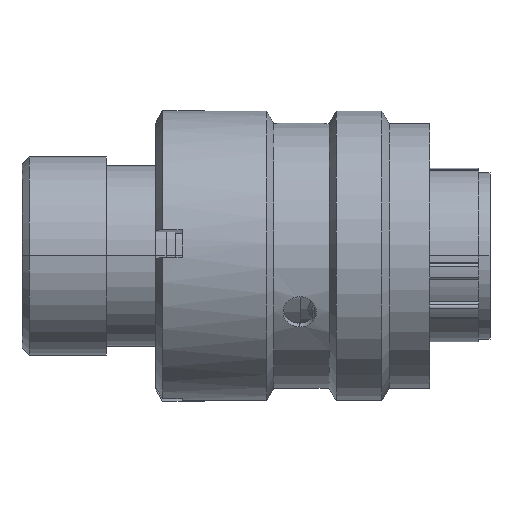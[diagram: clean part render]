
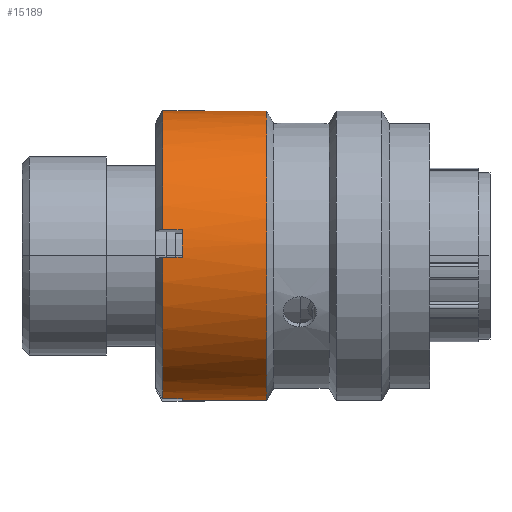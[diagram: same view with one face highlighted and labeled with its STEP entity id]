
A CAD part, top view. The second image highlights one B-rep face of the part: STEP entity #15189.
In plain terms, the highlighted cylindrical face has radius 10.35 mm (diameter 20.7 mm), a partial arc.
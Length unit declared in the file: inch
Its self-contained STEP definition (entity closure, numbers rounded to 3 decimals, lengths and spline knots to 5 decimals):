
#12645 = VERTEX_POINT ( 'NONE', #18627 ) ;
#12646 = VERTEX_POINT ( 'NONE', #18628 ) ;
#12654 = VERTEX_POINT ( 'NONE', #18636 ) ;
#12662 = VERTEX_POINT ( 'NONE', #18644 ) ;
#12681 = VERTEX_POINT ( 'NONE', #18663 ) ;
#12682 = VERTEX_POINT ( 'NONE', #18664 ) ;
#12699 = VERTEX_POINT ( 'NONE', #18681 ) ;
#12701 = VERTEX_POINT ( 'NONE', #18683 ) ;
#12702 = VERTEX_POINT ( 'NONE', #18684 ) ;
#12703 = VERTEX_POINT ( 'NONE', #18685 ) ;
#12705 = VERTEX_POINT ( 'NONE', #18687 ) ;
#12706 = VERTEX_POINT ( 'NONE', #18688 ) ;
#15189 = ADVANCED_FACE ( 'NONE', ( #25834 ), #25833, .T. ) ;
#16891 = EDGE_LOOP ( 'NONE', ( #20516, #20517, #20518, #20519, #20520, #20521, #20522, #20523, #20524, #20525, #20526, #20527 ) ) ;
#17219 = EDGE_CURVE ( 'NONE', #12699, #12703, #31802, .T. ) ;
#17221 = EDGE_CURVE ( 'NONE', #12662, #12646, #31804, .T. ) ;
#17222 = EDGE_CURVE ( 'NONE', #12662, #12703, #35595, .T. ) ;
#17223 = EDGE_CURVE ( 'NONE', #12654, #12699, #35594, .T. ) ;
#17224 = EDGE_CURVE ( 'NONE', #12682, #12654, #31810, .T. ) ;
#17225 = EDGE_CURVE ( 'NONE', #12682, #12702, #35605, .T. ) ;
#17226 = EDGE_CURVE ( 'NONE', #12702, #12681, #31814, .T. ) ;
#17227 = EDGE_CURVE ( 'NONE', #12645, #12681, #35603, .T. ) ;
#17228 = EDGE_CURVE ( 'NONE', #12701, #12645, #31812, .T. ) ;
#17229 = EDGE_CURVE ( 'NONE', #12701, #12705, #35617, .T. ) ;
#17230 = EDGE_CURVE ( 'NONE', #12705, #12706, #31820, .T. ) ;
#17231 = EDGE_CURVE ( 'NONE', #12646, #12706, #35615, .T. ) ;
#18627 = CARTESIAN_POINT ( 'NONE',  ( -0.14534, 0.02457, 0.40141 ) ) ;
#18628 = CARTESIAN_POINT ( 'NONE',  ( -0.14534, -0.44982, 0.07426 ) ) ;
#18636 = CARTESIAN_POINT ( 'NONE',  ( -0.14534, 0.35696, -0.03392 ) ) ;
#18644 = CARTESIAN_POINT ( 'NONE',  ( -0.14534, -0.45506, 0.03519 ) ) ;
#18663 = CARTESIAN_POINT ( 'NONE',  ( -0.20046, 0.02457, 0.40141 ) ) ;
#18664 = CARTESIAN_POINT ( 'NONE',  ( -0.14534, 0.3584, 0.00547 ) ) ;
#18681 = CARTESIAN_POINT ( 'NONE',  ( 0.09166, 0.35696, -0.03392 ) ) ;
#18683 = CARTESIAN_POINT ( 'NONE',  ( -0.14534, -0.05388, 0.40809 ) ) ;
#18684 = CARTESIAN_POINT ( 'NONE',  ( -0.20046, 0.3584, 0.00547 ) ) ;
#18685 = CARTESIAN_POINT ( 'NONE',  ( 0.09166, -0.45506, 0.03519 ) ) ;
#18687 = CARTESIAN_POINT ( 'NONE',  ( -0.20046, -0.05388, 0.40809 ) ) ;
#18688 = CARTESIAN_POINT ( 'NONE',  ( -0.20046, -0.44982, 0.07426 ) ) ;
#20516 = ORIENTED_EDGE ( 'NONE', *, *, #17221, .F. ) ;
#20517 = ORIENTED_EDGE ( 'NONE', *, *, #17222, .T. ) ;
#20518 = ORIENTED_EDGE ( 'NONE', *, *, #17219, .F. ) ;
#20519 = ORIENTED_EDGE ( 'NONE', *, *, #17223, .F. ) ;
#20520 = ORIENTED_EDGE ( 'NONE', *, *, #17224, .F. ) ;
#20521 = ORIENTED_EDGE ( 'NONE', *, *, #17225, .T. ) ;
#20522 = ORIENTED_EDGE ( 'NONE', *, *, #17226, .T. ) ;
#20523 = ORIENTED_EDGE ( 'NONE', *, *, #17227, .F. ) ;
#20524 = ORIENTED_EDGE ( 'NONE', *, *, #17228, .F. ) ;
#20525 = ORIENTED_EDGE ( 'NONE', *, *, #17229, .T. ) ;
#20526 = ORIENTED_EDGE ( 'NONE', *, *, #17230, .T. ) ;
#20527 = ORIENTED_EDGE ( 'NONE', *, *, #17231, .F. ) ;
#25083 = AXIS2_PLACEMENT_3D ( 'NONE', #25817, #25846, #25847 ) ;
#25817 = CARTESIAN_POINT ( 'NONE',  ( 0.54954, -0.04905, 0.00064 ) ) ;
#25833 = CYLINDRICAL_SURFACE ( 'NONE', #25083, 0.40748 ) ;
#25834 = FACE_OUTER_BOUND ( 'NONE', #16891, .T. ) ;
#25846 = DIRECTION ( 'NONE',  ( 1., 0., 0. ) ) ;
#25847 = DIRECTION ( 'NONE',  ( 0., 0.996, -0.085 ) ) ;
#31802 = CIRCLE ( 'NONE', #31806, 0.40748 ) ;
#31804 = CIRCLE ( 'NONE', #31809, 0.40748 ) ;
#31806 = AXIS2_PLACEMENT_3D ( 'NONE', #35589, #35590, #35591 ) ;
#31807 = VECTOR ( 'NONE', #35599, 39.37008 ) ;
#31808 = VECTOR ( 'NONE', #35602, 39.37008 ) ;
#31809 = AXIS2_PLACEMENT_3D ( 'NONE', #35596, #35597, #35598 ) ;
#31810 = CIRCLE ( 'NONE', #31813, 0.40748 ) ;
#31811 = VECTOR ( 'NONE', #35609, 39.37008 ) ;
#31812 = CIRCLE ( 'NONE', #31819, 0.40748 ) ;
#31813 = AXIS2_PLACEMENT_3D ( 'NONE', #35606, #35607, #35608 ) ;
#31814 = CIRCLE ( 'NONE', #31816, 0.40748 ) ;
#31815 = VECTOR ( 'NONE', #35614, 39.37008 ) ;
#31816 = AXIS2_PLACEMENT_3D ( 'NONE', #35610, #35611, #35612 ) ;
#31817 = VECTOR ( 'NONE', #35621, 39.37008 ) ;
#31819 = AXIS2_PLACEMENT_3D ( 'NONE', #35618, #35619, #35620 ) ;
#31820 = CIRCLE ( 'NONE', #31822, 0.40748 ) ;
#31821 = VECTOR ( 'NONE', #35627, 39.37008 ) ;
#31822 = AXIS2_PLACEMENT_3D ( 'NONE', #35623, #35624, #35625 ) ;
#35589 = CARTESIAN_POINT ( 'NONE',  ( 0.09166, -0.04905, 0.00064 ) ) ;
#35590 = DIRECTION ( 'NONE',  ( 1., 0., 0. ) ) ;
#35591 = DIRECTION ( 'NONE',  ( 0., 0.996, -0.085 ) ) ;
#35592 = CARTESIAN_POINT ( 'NONE',  ( 0.54954, -0.45506, 0.03519 ) ) ;
#35594 = LINE ( 'NONE', #35600, #31808 ) ;
#35595 = LINE ( 'NONE', #35592, #31807 ) ;
#35596 = CARTESIAN_POINT ( 'NONE',  ( -0.14534, -0.04905, 0.00064 ) ) ;
#35597 = DIRECTION ( 'NONE',  ( -1., 0., 0. ) ) ;
#35598 = DIRECTION ( 'NONE',  ( 0., 0.085, 0.996 ) ) ;
#35599 = DIRECTION ( 'NONE',  ( 1., 0., 0. ) ) ;
#35600 = CARTESIAN_POINT ( 'NONE',  ( 0.54954, 0.35696, -0.03392 ) ) ;
#35601 = CARTESIAN_POINT ( 'NONE',  ( -0.14534, 0.3584, 0.00547 ) ) ;
#35602 = DIRECTION ( 'NONE',  ( 1., 0., 0. ) ) ;
#35603 = LINE ( 'NONE', #35604, #31815 ) ;
#35604 = CARTESIAN_POINT ( 'NONE',  ( -0.14534, 0.02457, 0.40141 ) ) ;
#35605 = LINE ( 'NONE', #35601, #31811 ) ;
#35606 = CARTESIAN_POINT ( 'NONE',  ( -0.14534, -0.04905, 0.00064 ) ) ;
#35607 = DIRECTION ( 'NONE',  ( -1., 0., 0. ) ) ;
#35608 = DIRECTION ( 'NONE',  ( 0., 0.085, 0.996 ) ) ;
#35609 = DIRECTION ( 'NONE',  ( -1., 0., 0. ) ) ;
#35610 = CARTESIAN_POINT ( 'NONE',  ( -0.20046, -0.04905, 0.00064 ) ) ;
#35611 = DIRECTION ( 'NONE',  ( 1., 0., 0. ) ) ;
#35612 = DIRECTION ( 'NONE',  ( 0., -0.996, 0.085 ) ) ;
#35613 = CARTESIAN_POINT ( 'NONE',  ( -0.14534, -0.05388, 0.40809 ) ) ;
#35614 = DIRECTION ( 'NONE',  ( -1., 0., 0. ) ) ;
#35615 = LINE ( 'NONE', #35616, #31821 ) ;
#35616 = CARTESIAN_POINT ( 'NONE',  ( -0.14534, -0.44982, 0.07426 ) ) ;
#35617 = LINE ( 'NONE', #35613, #31817 ) ;
#35618 = CARTESIAN_POINT ( 'NONE',  ( -0.14534, -0.04905, 0.00064 ) ) ;
#35619 = DIRECTION ( 'NONE',  ( -1., 0., 0. ) ) ;
#35620 = DIRECTION ( 'NONE',  ( 0., 0.085, 0.996 ) ) ;
#35621 = DIRECTION ( 'NONE',  ( -1., 0., 0. ) ) ;
#35623 = CARTESIAN_POINT ( 'NONE',  ( -0.20046, -0.04905, 0.00064 ) ) ;
#35624 = DIRECTION ( 'NONE',  ( 1., 0., 0. ) ) ;
#35625 = DIRECTION ( 'NONE',  ( 0., -0.996, 0.085 ) ) ;
#35627 = DIRECTION ( 'NONE',  ( -1., 0., 0. ) ) ;
